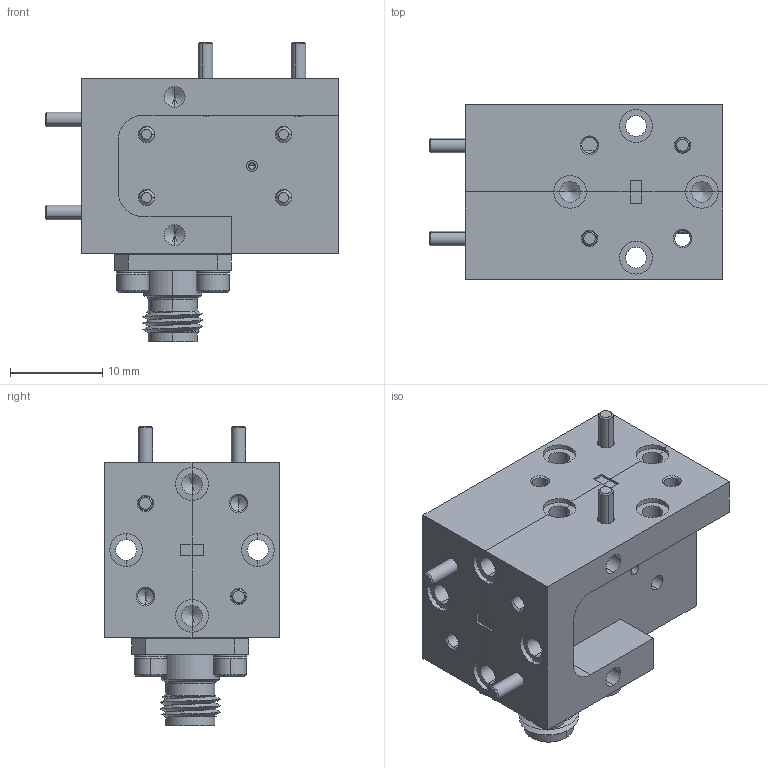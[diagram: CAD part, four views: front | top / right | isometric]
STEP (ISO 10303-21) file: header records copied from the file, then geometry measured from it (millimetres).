
FILE_DESCRIPTION (( 'STEP AP203' ), '1' );
FILE_NAME ('SFB-67310410-1010KF-N3.STEP', '2018-10-19T17:36:10', ( '' ), ( '' ), 'SwSTEP 2.0', 'SolidWorks 2016', '' );
FILE_SCHEMA (( 'CONFIG_CONTROL_DESIGN' ));
Products named in the file (1): SFB-67310410-1010KF-N3
Bounding box: 31.81 x 19.05 x 32.45 mm (x, y, z)
Volume: 7188.3 mm3; surface area: 6543.2 mm2
Topology: 20 solids, 20 shells, 954 faces, 2426 edges, 1513 vertices
Faces by surface type: cylinder 518, cone 227, plane 189, bspline 18, torus 2
Entity records: 37984 total; most frequent: CARTESIAN_POINT 17083, ORIENTED_EDGE 4776, DIRECTION 3958, EDGE_CURVE 2388, VERTEX_POINT 1513, AXIS2_PLACEMENT_3D 1482, EDGE_LOOP 1033, LINE 994
